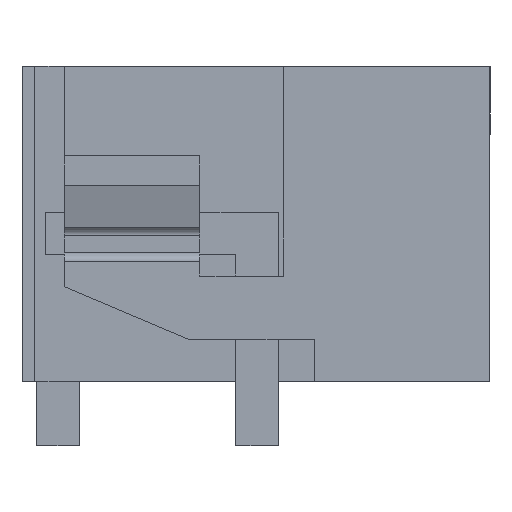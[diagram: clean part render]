
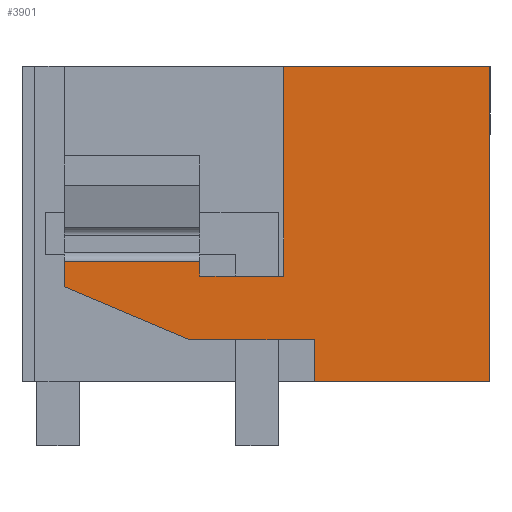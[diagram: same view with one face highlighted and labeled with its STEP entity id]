
A CAD part, left-side view. The second image highlights one B-rep face of the part: STEP entity #3901.
In plain terms, the highlighted planar face has unit normal (-1, 0, 0).
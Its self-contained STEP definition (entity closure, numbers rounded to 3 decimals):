
#3843=AXIS2_PLACEMENT_3D('Plane Axis2P3D',#3840,#3841,#3842) ;
#1667=CARTESIAN_POINT('Vertex',(0.,4.875,8.95)) ;
#1670=CARTESIAN_POINT('Line Origine',(0.,2.438,8.95)) ;
#1674=CARTESIAN_POINT('Vertex',(0.,0.,8.95)) ;
#2321=CARTESIAN_POINT('Vertex',(0.,0.,1.5)) ;
#2324=CARTESIAN_POINT('Line Origine',(0.,2.075,1.5)) ;
#2328=CARTESIAN_POINT('Vertex',(0.,4.15,1.5)) ;
#3631=CARTESIAN_POINT('Vertex',(0.,10.05,3.75)) ;
#3634=CARTESIAN_POINT('Line Origine',(0.,10.05,4.05)) ;
#3638=CARTESIAN_POINT('Vertex',(0.,10.05,4.35)) ;
#3825=CARTESIAN_POINT('Vertex',(0.,4.875,4.)) ;
#3828=CARTESIAN_POINT('Line Origine',(0.,4.875,6.475)) ;
#3840=CARTESIAN_POINT('Axis2P3D Location',(0.,11.05,-1.7)) ;
#3845=CARTESIAN_POINT('Line Origine',(0.,0.,5.225)) ;
#3850=CARTESIAN_POINT('Line Origine',(0.,5.863,4.)) ;
#3854=CARTESIAN_POINT('Vertex',(0.,6.85,4.)) ;
#3857=CARTESIAN_POINT('Line Origine',(0.,6.85,4.175)) ;
#3861=CARTESIAN_POINT('Vertex',(0.,6.85,4.35)) ;
#3864=CARTESIAN_POINT('Line Origine',(0.,8.45,4.35)) ;
#3869=CARTESIAN_POINT('Line Origine',(0.,8.571,3.123)) ;
#3873=CARTESIAN_POINT('Vertex',(0.,7.092,2.497)) ;
#3876=CARTESIAN_POINT('Line Origine',(0.,5.621,2.497)) ;
#3880=CARTESIAN_POINT('Vertex',(0.,4.15,2.497)) ;
#3883=CARTESIAN_POINT('Line Origine',(0.,4.15,1.998)) ;
#1671=DIRECTION('Vector Direction',(0.,-1.,0.)) ;
#2325=DIRECTION('Vector Direction',(0.,1.,0.)) ;
#3635=DIRECTION('Vector Direction',(0.,0.,-1.)) ;
#3829=DIRECTION('Vector Direction',(0.,0.,1.)) ;
#3841=DIRECTION('Axis2P3D Direction',(-1.,0.,0.)) ;
#3842=DIRECTION('Axis2P3D XDirection',(0.,-1.,0.)) ;
#3846=DIRECTION('Vector Direction',(0.,0.,-1.)) ;
#3851=DIRECTION('Vector Direction',(0.,1.,0.)) ;
#3858=DIRECTION('Vector Direction',(0.,0.,1.)) ;
#3865=DIRECTION('Vector Direction',(0.,-1.,0.)) ;
#3870=DIRECTION('Vector Direction',(0.,0.921,0.39)) ;
#3877=DIRECTION('Vector Direction',(0.,-1.,0.)) ;
#3884=DIRECTION('Vector Direction',(0.,0.,-1.)) ;
#1672=VECTOR('Line Direction',#1671,1.) ;
#2326=VECTOR('Line Direction',#2325,1.) ;
#3636=VECTOR('Line Direction',#3635,1.) ;
#3830=VECTOR('Line Direction',#3829,1.) ;
#3847=VECTOR('Line Direction',#3846,1.) ;
#3852=VECTOR('Line Direction',#3851,1.) ;
#3859=VECTOR('Line Direction',#3858,1.) ;
#3866=VECTOR('Line Direction',#3865,1.) ;
#3871=VECTOR('Line Direction',#3870,1.) ;
#3878=VECTOR('Line Direction',#3877,1.) ;
#3885=VECTOR('Line Direction',#3884,1.) ;
#3889=ORIENTED_EDGE('',*,*,#2330,.T.) ;
#3890=ORIENTED_EDGE('',*,*,#3849,.T.) ;
#3891=ORIENTED_EDGE('',*,*,#1676,.T.) ;
#3892=ORIENTED_EDGE('',*,*,#3832,.T.) ;
#3893=ORIENTED_EDGE('',*,*,#3856,.T.) ;
#3894=ORIENTED_EDGE('',*,*,#3863,.T.) ;
#3895=ORIENTED_EDGE('',*,*,#3868,.F.) ;
#3896=ORIENTED_EDGE('',*,*,#3640,.T.) ;
#3897=ORIENTED_EDGE('',*,*,#3875,.T.) ;
#3898=ORIENTED_EDGE('',*,*,#3882,.T.) ;
#3899=ORIENTED_EDGE('',*,*,#3887,.T.) ;
#3901=ADVANCED_FACE('HOUSING',(#3900),#3844,.T.) ;
#1676=EDGE_CURVE('',#1675,#1668,#1673,.F.) ;
#2330=EDGE_CURVE('',#2329,#2322,#2327,.F.) ;
#3640=EDGE_CURVE('',#3639,#3632,#3637,.T.) ;
#3832=EDGE_CURVE('',#1668,#3826,#3831,.F.) ;
#3849=EDGE_CURVE('',#2322,#1675,#3848,.F.) ;
#3856=EDGE_CURVE('',#3826,#3855,#3853,.T.) ;
#3863=EDGE_CURVE('',#3855,#3862,#3860,.T.) ;
#3868=EDGE_CURVE('',#3639,#3862,#3867,.T.) ;
#3875=EDGE_CURVE('',#3632,#3874,#3872,.F.) ;
#3882=EDGE_CURVE('',#3874,#3881,#3879,.T.) ;
#3887=EDGE_CURVE('',#3881,#2329,#3886,.T.) ;
#3888=EDGE_LOOP('',(#3889,#3890,#3891,#3892,#3893,#3894,#3895,#3896,#3897,#3898,#3899)) ;
#3900=FACE_OUTER_BOUND('',#3888,.T.) ;
#1673=LINE('Line',#1670,#1672) ;
#2327=LINE('Line',#2324,#2326) ;
#3637=LINE('Line',#3634,#3636) ;
#3831=LINE('Line',#3828,#3830) ;
#3848=LINE('Line',#3845,#3847) ;
#3853=LINE('Line',#3850,#3852) ;
#3860=LINE('Line',#3857,#3859) ;
#3867=LINE('Line',#3864,#3866) ;
#3872=LINE('Line',#3869,#3871) ;
#3879=LINE('Line',#3876,#3878) ;
#3886=LINE('Line',#3883,#3885) ;
#3844=PLANE('',#3843) ;
#1668=VERTEX_POINT('',#1667) ;
#1675=VERTEX_POINT('',#1674) ;
#2322=VERTEX_POINT('',#2321) ;
#2329=VERTEX_POINT('',#2328) ;
#3632=VERTEX_POINT('',#3631) ;
#3639=VERTEX_POINT('',#3638) ;
#3826=VERTEX_POINT('',#3825) ;
#3855=VERTEX_POINT('',#3854) ;
#3862=VERTEX_POINT('',#3861) ;
#3874=VERTEX_POINT('',#3873) ;
#3881=VERTEX_POINT('',#3880) ;
